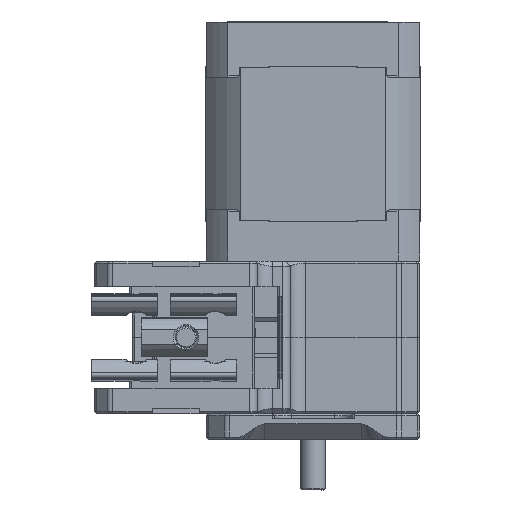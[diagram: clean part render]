
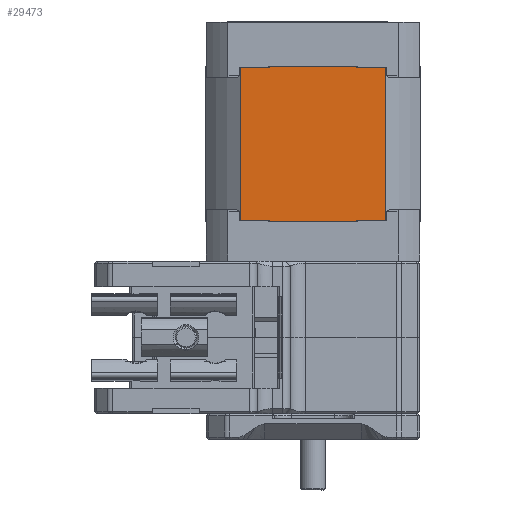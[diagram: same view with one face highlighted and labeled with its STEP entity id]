
A CAD part, left-side view. The second image highlights one B-rep face of the part: STEP entity #29473.
In plain terms, the highlighted planar face has unit normal (-1, 0, 0).
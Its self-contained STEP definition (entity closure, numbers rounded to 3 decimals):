
#1829=PLANE('',#32454);
#3802=FACE_OUTER_BOUND('',#5589,.T.);
#5589=EDGE_LOOP('',(#25941,#25942,#25943,#25944,#25945,#25946,#25947,#25948,
#25949,#25950,#25951,#25952));
#7818=LINE('',#52376,#10344);
#7821=LINE('',#52387,#10347);
#7823=LINE('',#52396,#10349);
#7825=LINE('',#52400,#10351);
#7827=LINE('',#52403,#10353);
#8026=LINE('',#53077,#10552);
#8028=LINE('',#53084,#10554);
#8029=LINE('',#53086,#10555);
#8030=LINE('',#53088,#10556);
#8031=LINE('',#53090,#10557);
#8032=LINE('',#53092,#10558);
#8033=LINE('',#53093,#10559);
#10344=VECTOR('',#39178,30.2);
#10347=VECTOR('',#39187,0.1);
#10349=VECTOR('',#39195,0.1);
#10351=VECTOR('',#39201,5.724);
#10353=VECTOR('',#39205,5.724);
#10552=VECTOR('',#39860,17.012);
#10554=VECTOR('',#39868,0.1);
#10555=VECTOR('',#39869,5.724);
#10556=VECTOR('',#39870,30.2);
#10557=VECTOR('',#39871,5.724);
#10558=VECTOR('',#39872,0.1);
#10559=VECTOR('',#39873,17.012);
#14260=VERTEX_POINT('',#52373);
#14261=VERTEX_POINT('',#52375);
#14265=VERTEX_POINT('',#52384);
#14266=VERTEX_POINT('',#52386);
#14269=VERTEX_POINT('',#52393);
#14270=VERTEX_POINT('',#52395);
#14487=VERTEX_POINT('',#53075);
#14489=VERTEX_POINT('',#53083);
#14490=VERTEX_POINT('',#53085);
#14491=VERTEX_POINT('',#53087);
#14492=VERTEX_POINT('',#53089);
#14493=VERTEX_POINT('',#53091);
#18065=EDGE_CURVE('',#14261,#14260,#7818,.T.);
#18070=EDGE_CURVE('',#14266,#14265,#7821,.T.);
#18074=EDGE_CURVE('',#14270,#14269,#7823,.T.);
#18077=EDGE_CURVE('',#14260,#14270,#7825,.T.);
#18079=EDGE_CURVE('',#14265,#14261,#7827,.T.);
#18400=EDGE_CURVE('',#14269,#14487,#8026,.T.);
#18403=EDGE_CURVE('',#14487,#14489,#8028,.T.);
#18404=EDGE_CURVE('',#14490,#14489,#8029,.T.);
#18405=EDGE_CURVE('',#14491,#14490,#8030,.T.);
#18406=EDGE_CURVE('',#14492,#14491,#8031,.T.);
#18407=EDGE_CURVE('',#14492,#14493,#8032,.T.);
#18408=EDGE_CURVE('',#14493,#14266,#8033,.T.);
#25941=ORIENTED_EDGE('',*,*,#18400,.T.);
#25942=ORIENTED_EDGE('',*,*,#18403,.T.);
#25943=ORIENTED_EDGE('',*,*,#18404,.F.);
#25944=ORIENTED_EDGE('',*,*,#18405,.F.);
#25945=ORIENTED_EDGE('',*,*,#18406,.F.);
#25946=ORIENTED_EDGE('',*,*,#18407,.T.);
#25947=ORIENTED_EDGE('',*,*,#18408,.T.);
#25948=ORIENTED_EDGE('',*,*,#18070,.T.);
#25949=ORIENTED_EDGE('',*,*,#18079,.T.);
#25950=ORIENTED_EDGE('',*,*,#18065,.T.);
#25951=ORIENTED_EDGE('',*,*,#18077,.T.);
#25952=ORIENTED_EDGE('',*,*,#18074,.T.);
#29473=ADVANCED_FACE('',(#3802),#1829,.T.);
#32454=AXIS2_PLACEMENT_3D('',#53082,#39866,#39867);
#39178=DIRECTION('',(0.,0.,-1.));
#39187=DIRECTION('',(0.,0.,-1.));
#39195=DIRECTION('',(0.,0.,-1.));
#39201=DIRECTION('',(0.,-1.,0.));
#39205=DIRECTION('',(0.,1.,0.));
#39860=DIRECTION('',(0.,-1.,0.));
#39866=DIRECTION('center_axis',(-1.,0.,0.));
#39867=DIRECTION('ref_axis',(0.,0.,1.));
#39868=DIRECTION('',(0.,0.,1.));
#39869=DIRECTION('',(0.,1.,0.));
#39870=DIRECTION('',(0.,0.,-1.));
#39871=DIRECTION('',(0.,-1.,0.));
#39872=DIRECTION('',(0.,0.,1.));
#39873=DIRECTION('',(0.,1.,0.));
#52373=CARTESIAN_POINT('',(-21.1,14.23,-19.54));
#52375=CARTESIAN_POINT('',(-21.1,14.23,10.66));
#52376=CARTESIAN_POINT('',(-21.1,14.23,10.66));
#52384=CARTESIAN_POINT('',(-21.1,8.506,10.66));
#52386=CARTESIAN_POINT('',(-21.1,8.506,10.76));
#52387=CARTESIAN_POINT('',(-21.1,8.506,10.76));
#52393=CARTESIAN_POINT('',(-21.1,8.506,-19.64));
#52395=CARTESIAN_POINT('',(-21.1,8.506,-19.54));
#52396=CARTESIAN_POINT('',(-21.1,8.506,-19.54));
#52400=CARTESIAN_POINT('',(-21.1,14.23,-19.54));
#52403=CARTESIAN_POINT('',(-21.1,8.506,10.66));
#53075=CARTESIAN_POINT('',(-21.1,-8.506,-19.64));
#53077=CARTESIAN_POINT('',(-21.1,8.506,-19.64));
#53082=CARTESIAN_POINT('Origin',(-21.1,-14.231,-19.641));
#53083=CARTESIAN_POINT('',(-21.1,-8.506,-19.54));
#53084=CARTESIAN_POINT('',(-21.1,-8.506,-19.64));
#53085=CARTESIAN_POINT('',(-21.1,-14.23,-19.54));
#53086=CARTESIAN_POINT('',(-21.1,-14.23,-19.54));
#53087=CARTESIAN_POINT('',(-21.1,-14.23,10.66));
#53088=CARTESIAN_POINT('',(-21.1,-14.23,10.66));
#53089=CARTESIAN_POINT('',(-21.1,-8.506,10.66));
#53090=CARTESIAN_POINT('',(-21.1,-8.506,10.66));
#53091=CARTESIAN_POINT('',(-21.1,-8.506,10.76));
#53092=CARTESIAN_POINT('',(-21.1,-8.506,10.66));
#53093=CARTESIAN_POINT('',(-21.1,-8.506,10.76));
